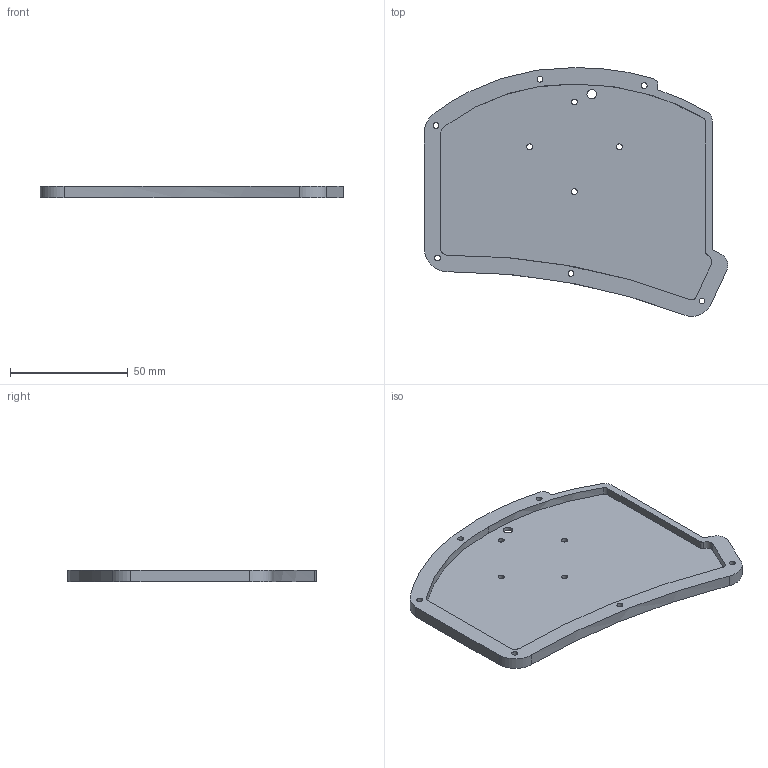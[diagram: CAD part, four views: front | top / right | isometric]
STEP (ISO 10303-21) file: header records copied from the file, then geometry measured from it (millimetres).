
FILE_DESCRIPTION(/* description */ (''),/* implementation_level */ '2;1');
FILE_NAME(/* name */ 'swweeep-bot-5mm-left.step',/* time_stamp */ '2022-11-22T08:44:00-08:00',/* author */ (''),/* organization */ (''),/* preprocessor_version */ 'ST-DEVELOPER v19.2',/* originating_system */ 'Autodesk Translation Framework v11.17.0.187',/* authorisation */ '');
FILE_SCHEMA (('AUTOMOTIVE_DESIGN { 1 0 10303 214 3 1 1 }'));
Length unit declared in the file: millimetre
Products named in the file (1): FusionComponent
Bounding box: 129.11 x 105.69 x 5 mm (x, y, z)
Volume: 24779.6 mm3; surface area: 24722.6 mm2
Topology: 1 solids, 1 shells, 42 faces, 117 edges, 78 vertices
Faces by surface type: cylinder 18, plane 12, bspline 12
Full cylindrical faces by diameter (mm): 2.5 x10, 4 x1
Entity records: 1658 total; most frequent: CARTESIAN_POINT 550, ORIENTED_EDGE 234, DIRECTION 189, EDGE_CURVE 117, VERTEX_POINT 78, AXIS2_PLACEMENT_3D 67, EDGE_LOOP 65, LINE 55
